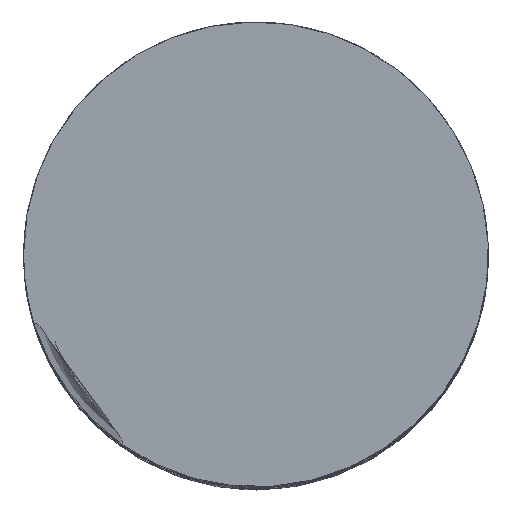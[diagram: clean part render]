
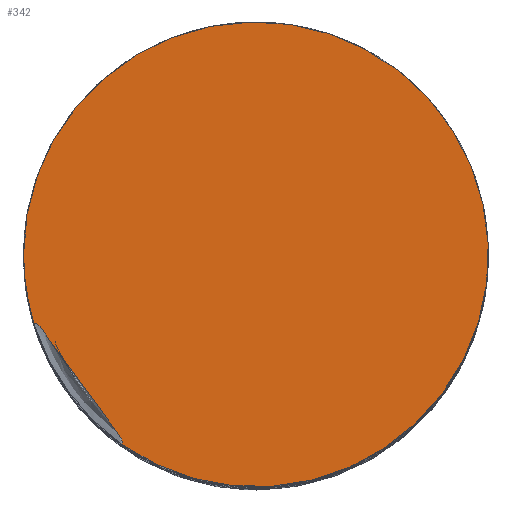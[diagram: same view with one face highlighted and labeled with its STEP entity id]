
A CAD part, top view. The second image highlights one B-rep face of the part: STEP entity #342.
In plain terms, the highlighted planar face has unit normal (0, 0, 1).
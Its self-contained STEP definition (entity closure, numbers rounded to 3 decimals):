
#21=PLANE('',#387);
#41=FACE_OUTER_BOUND('',#61,.T.);
#61=EDGE_LOOP('',(#309,#310,#311));
#67=CIRCLE('',#369,45.15);
#77=CIRCLE('',#388,45.15);
#95=B_SPLINE_CURVE_WITH_KNOTS('',3,(#1575,#1576,#1577,#1578,#1579,#1580,
#1581,#1582,#1583,#1584,#1585,#1586,#1587,#1588,#1589,#1590,#1591,#1592,
#1593,#1594,#1595,#1596,#1597,#1598,#1599,#1600),.UNSPECIFIED.,.F.,.F.,
(4,2,2,2,2,2,2,2,2,2,2,2,4),(0.602,0.609,0.631,
0.664,0.729,0.894,1.297,
1.724,2.041,2.173,2.216,2.245,
2.246),.UNSPECIFIED.);
#150=VERTEX_POINT('',#933);
#152=VERTEX_POINT('',#936);
#154=VERTEX_POINT('',#1574);
#190=EDGE_CURVE('',#152,#150,#67,.T.);
#195=EDGE_CURVE('',#154,#152,#95,.T.);
#213=EDGE_CURVE('',#150,#154,#77,.T.);
#309=ORIENTED_EDGE('',*,*,#195,.T.);
#310=ORIENTED_EDGE('',*,*,#190,.T.);
#311=ORIENTED_EDGE('',*,*,#213,.T.);
#342=ADVANCED_FACE('',(#41),#21,.T.);
#369=AXIS2_PLACEMENT_3D('',#937,#422,#423);
#387=AXIS2_PLACEMENT_3D('',#1684,#464,#465);
#388=AXIS2_PLACEMENT_3D('',#1685,#466,#467);
#422=DIRECTION('center_axis',(0.,0.,1.));
#423=DIRECTION('ref_axis',(1.,0.,0.));
#464=DIRECTION('center_axis',(0.,0.,1.));
#465=DIRECTION('ref_axis',(1.,0.,0.));
#466=DIRECTION('center_axis',(0.,0.,1.));
#467=DIRECTION('ref_axis',(1.,0.,0.));
#933=CARTESIAN_POINT('',(-45.15,0.,330.));
#936=CARTESIAN_POINT('',(-26.077,-36.858,330.));
#937=CARTESIAN_POINT('Origin',(0.,0.,330.));
#1574=CARTESIAN_POINT('',(-43.11,-13.412,330.));
#1575=CARTESIAN_POINT('Ctrl Pts',(-43.112,-13.411,330.));
#1576=CARTESIAN_POINT('Ctrl Pts',(-43.093,-13.406,330.));
#1577=CARTESIAN_POINT('Ctrl Pts',(-43.074,-13.401,330.));
#1578=CARTESIAN_POINT('Ctrl Pts',(-42.991,-13.386,330.));
#1579=CARTESIAN_POINT('Ctrl Pts',(-42.927,-13.389,330.));
#1580=CARTESIAN_POINT('Ctrl Pts',(-42.769,-13.417,330.));
#1581=CARTESIAN_POINT('Ctrl Pts',(-42.677,-13.455,330.));
#1582=CARTESIAN_POINT('Ctrl Pts',(-42.424,-13.591,330.));
#1583=CARTESIAN_POINT('Ctrl Pts',(-42.253,-13.73,330.));
#1584=CARTESIAN_POINT('Ctrl Pts',(-41.69,-14.266,330.));
#1585=CARTESIAN_POINT('Ctrl Pts',(-41.235,-14.853,330.));
#1586=CARTESIAN_POINT('Ctrl Pts',(-39.492,-17.357,330.));
#1587=CARTESIAN_POINT('Ctrl Pts',(-37.925,-20.012,330.));
#1588=CARTESIAN_POINT('Ctrl Pts',(-33.216,-26.784,330.));
#1589=CARTESIAN_POINT('Ctrl Pts',(-31.04,-29.43,330.));
#1590=CARTESIAN_POINT('Ctrl Pts',(-28.052,-33.074,330.));
#1591=CARTESIAN_POINT('Ctrl Pts',(-27.017,-34.344,330.));
#1592=CARTESIAN_POINT('Ctrl Pts',(-26.213,-35.699,330.));
#1593=CARTESIAN_POINT('Ctrl Pts',(-26.043,-36.068,330.));
#1594=CARTESIAN_POINT('Ctrl Pts',(-25.981,-36.467,330.));
#1595=CARTESIAN_POINT('Ctrl Pts',(-25.977,-36.571,330.));
#1596=CARTESIAN_POINT('Ctrl Pts',(-26.011,-36.735,330.));
#1597=CARTESIAN_POINT('Ctrl Pts',(-26.035,-36.796,330.));
#1598=CARTESIAN_POINT('Ctrl Pts',(-26.074,-36.854,330.));
#1599=CARTESIAN_POINT('Ctrl Pts',(-26.076,-36.856,330.));
#1600=CARTESIAN_POINT('Ctrl Pts',(-26.077,-36.858,330.));
#1684=CARTESIAN_POINT('Origin',(0.,0.,330.));
#1685=CARTESIAN_POINT('Origin',(0.,0.,330.));
